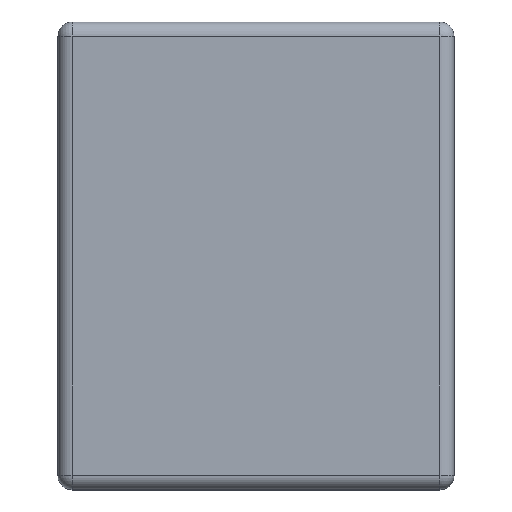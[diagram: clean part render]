
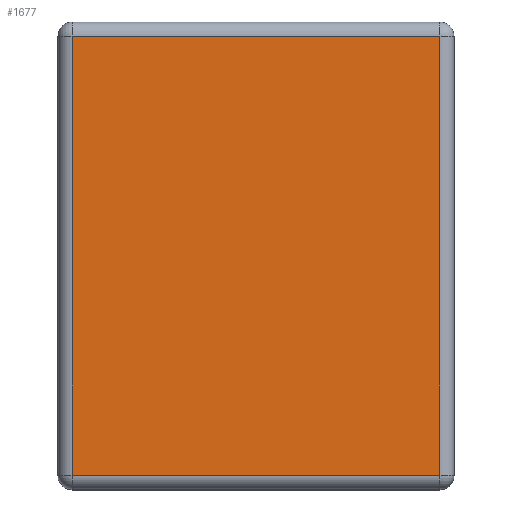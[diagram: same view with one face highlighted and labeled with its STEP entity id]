
A CAD part, top view. The second image highlights one B-rep face of the part: STEP entity #1677.
In plain terms, the highlighted planar face has unit normal (0, 0, 1).
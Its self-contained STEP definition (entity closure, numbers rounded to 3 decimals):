
#100 = CYLINDRICAL_SURFACE('',#101,1.);
#101 = AXIS2_PLACEMENT_3D('',#102,#103,#104);
#102 = CARTESIAN_POINT('',(-13.9,15.4,21.1));
#103 = DIRECTION('',(1.,0.,0.));
#104 = DIRECTION('',(0.,1.,0.));
#761 = VERTEX_POINT('',#762);
#762 = CARTESIAN_POINT('',(-12.9,15.4,22.1));
#784 = EDGE_CURVE('',#761,#785,#787,.T.);
#785 = VERTEX_POINT('',#786);
#786 = CARTESIAN_POINT('',(12.9,15.4,22.1));
#787 = SURFACE_CURVE('',#788,(#792,#799),.PCURVE_S1.);
#788 = LINE('',#789,#790);
#789 = CARTESIAN_POINT('',(-13.9,15.4,22.1));
#790 = VECTOR('',#791,1.);
#791 = DIRECTION('',(1.,0.,0.));
#792 = PCURVE('',#100,#793);
#793 = DEFINITIONAL_REPRESENTATION('',(#794),#798);
#794 = LINE('',#795,#796);
#795 = CARTESIAN_POINT('',(1.571,0.));
#796 = VECTOR('',#797,1.);
#797 = DIRECTION('',(0.,1.));
#798 = ( GEOMETRIC_REPRESENTATION_CONTEXT(2) 
PARAMETRIC_REPRESENTATION_CONTEXT() REPRESENTATION_CONTEXT('2D SPACE',''
  ) );
#799 = PCURVE('',#800,#805);
#800 = PLANE('',#801);
#801 = AXIS2_PLACEMENT_3D('',#802,#803,#804);
#802 = CARTESIAN_POINT('',(0.,0.,22.1));
#803 = DIRECTION('',(-0.,-0.,-1.));
#804 = DIRECTION('',(-1.,0.,0.));
#805 = DEFINITIONAL_REPRESENTATION('',(#806),#810);
#806 = LINE('',#807,#808);
#807 = CARTESIAN_POINT('',(13.9,15.4));
#808 = VECTOR('',#809,1.);
#809 = DIRECTION('',(-1.,0.));
#810 = ( GEOMETRIC_REPRESENTATION_CONTEXT(2) 
PARAMETRIC_REPRESENTATION_CONTEXT() REPRESENTATION_CONTEXT('2D SPACE',''
  ) );
#873 = CYLINDRICAL_SURFACE('',#874,1.);
#874 = AXIS2_PLACEMENT_3D('',#875,#876,#877);
#875 = CARTESIAN_POINT('',(-12.9,-16.4,21.1));
#876 = DIRECTION('',(0.,1.,0.));
#877 = DIRECTION('',(-1.,0.,0.));
#907 = CYLINDRICAL_SURFACE('',#908,1.);
#908 = AXIS2_PLACEMENT_3D('',#909,#910,#911);
#909 = CARTESIAN_POINT('',(12.9,16.4,21.1));
#910 = DIRECTION('',(0.,-1.,0.));
#911 = DIRECTION('',(1.,0.,0.));
#1065 = CYLINDRICAL_SURFACE('',#1066,1.);
#1066 = AXIS2_PLACEMENT_3D('',#1067,#1068,#1069);
#1067 = CARTESIAN_POINT('',(13.9,-15.4,21.1));
#1068 = DIRECTION('',(-1.,0.,0.));
#1069 = DIRECTION('',(0.,0.,1.));
#1677 = ADVANCED_FACE('',(#1678),#800,.F.);
#1678 = FACE_BOUND('',#1679,.F.);
#1679 = EDGE_LOOP('',(#1680,#1703,#1726,#1747));
#1680 = ORIENTED_EDGE('',*,*,#1681,.T.);
#1681 = EDGE_CURVE('',#785,#1682,#1684,.T.);
#1682 = VERTEX_POINT('',#1683);
#1683 = CARTESIAN_POINT('',(12.9,-15.4,22.1));
#1684 = SURFACE_CURVE('',#1685,(#1689,#1696),.PCURVE_S1.);
#1685 = LINE('',#1686,#1687);
#1686 = CARTESIAN_POINT('',(12.9,16.4,22.1));
#1687 = VECTOR('',#1688,1.);
#1688 = DIRECTION('',(0.,-1.,0.));
#1689 = PCURVE('',#800,#1690);
#1690 = DEFINITIONAL_REPRESENTATION('',(#1691),#1695);
#1691 = LINE('',#1692,#1693);
#1692 = CARTESIAN_POINT('',(-12.9,16.4));
#1693 = VECTOR('',#1694,1.);
#1694 = DIRECTION('',(0.,-1.));
#1695 = ( GEOMETRIC_REPRESENTATION_CONTEXT(2) 
PARAMETRIC_REPRESENTATION_CONTEXT() REPRESENTATION_CONTEXT('2D SPACE',''
  ) );
#1696 = PCURVE('',#907,#1697);
#1697 = DEFINITIONAL_REPRESENTATION('',(#1698),#1702);
#1698 = LINE('',#1699,#1700);
#1699 = CARTESIAN_POINT('',(1.571,0.));
#1700 = VECTOR('',#1701,1.);
#1701 = DIRECTION('',(0.,1.));
#1702 = ( GEOMETRIC_REPRESENTATION_CONTEXT(2) 
PARAMETRIC_REPRESENTATION_CONTEXT() REPRESENTATION_CONTEXT('2D SPACE',''
  ) );
#1703 = ORIENTED_EDGE('',*,*,#1704,.T.);
#1704 = EDGE_CURVE('',#1682,#1705,#1707,.T.);
#1705 = VERTEX_POINT('',#1706);
#1706 = CARTESIAN_POINT('',(-12.9,-15.4,22.1));
#1707 = SURFACE_CURVE('',#1708,(#1712,#1719),.PCURVE_S1.);
#1708 = LINE('',#1709,#1710);
#1709 = CARTESIAN_POINT('',(13.9,-15.4,22.1));
#1710 = VECTOR('',#1711,1.);
#1711 = DIRECTION('',(-1.,0.,0.));
#1712 = PCURVE('',#800,#1713);
#1713 = DEFINITIONAL_REPRESENTATION('',(#1714),#1718);
#1714 = LINE('',#1715,#1716);
#1715 = CARTESIAN_POINT('',(-13.9,-15.4));
#1716 = VECTOR('',#1717,1.);
#1717 = DIRECTION('',(1.,0.));
#1718 = ( GEOMETRIC_REPRESENTATION_CONTEXT(2) 
PARAMETRIC_REPRESENTATION_CONTEXT() REPRESENTATION_CONTEXT('2D SPACE',''
  ) );
#1719 = PCURVE('',#1065,#1720);
#1720 = DEFINITIONAL_REPRESENTATION('',(#1721),#1725);
#1721 = LINE('',#1722,#1723);
#1722 = CARTESIAN_POINT('',(-0.,0.));
#1723 = VECTOR('',#1724,1.);
#1724 = DIRECTION('',(-0.,1.));
#1725 = ( GEOMETRIC_REPRESENTATION_CONTEXT(2) 
PARAMETRIC_REPRESENTATION_CONTEXT() REPRESENTATION_CONTEXT('2D SPACE',''
  ) );
#1726 = ORIENTED_EDGE('',*,*,#1727,.T.);
#1727 = EDGE_CURVE('',#1705,#761,#1728,.T.);
#1728 = SURFACE_CURVE('',#1729,(#1733,#1740),.PCURVE_S1.);
#1729 = LINE('',#1730,#1731);
#1730 = CARTESIAN_POINT('',(-12.9,-16.4,22.1));
#1731 = VECTOR('',#1732,1.);
#1732 = DIRECTION('',(0.,1.,0.));
#1733 = PCURVE('',#800,#1734);
#1734 = DEFINITIONAL_REPRESENTATION('',(#1735),#1739);
#1735 = LINE('',#1736,#1737);
#1736 = CARTESIAN_POINT('',(12.9,-16.4));
#1737 = VECTOR('',#1738,1.);
#1738 = DIRECTION('',(0.,1.));
#1739 = ( GEOMETRIC_REPRESENTATION_CONTEXT(2) 
PARAMETRIC_REPRESENTATION_CONTEXT() REPRESENTATION_CONTEXT('2D SPACE',''
  ) );
#1740 = PCURVE('',#873,#1741);
#1741 = DEFINITIONAL_REPRESENTATION('',(#1742),#1746);
#1742 = LINE('',#1743,#1744);
#1743 = CARTESIAN_POINT('',(1.571,0.));
#1744 = VECTOR('',#1745,1.);
#1745 = DIRECTION('',(0.,1.));
#1746 = ( GEOMETRIC_REPRESENTATION_CONTEXT(2) 
PARAMETRIC_REPRESENTATION_CONTEXT() REPRESENTATION_CONTEXT('2D SPACE',''
  ) );
#1747 = ORIENTED_EDGE('',*,*,#784,.T.);
